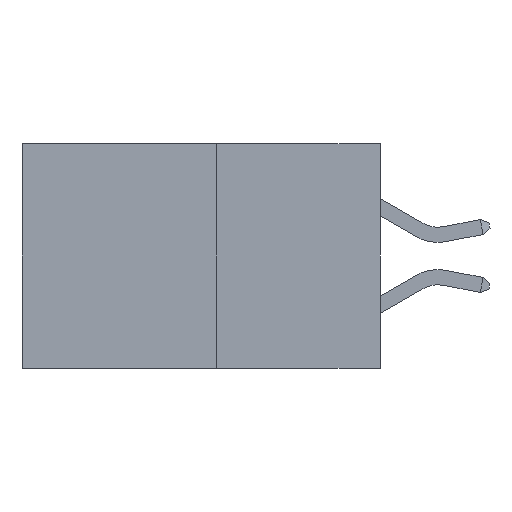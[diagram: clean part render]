
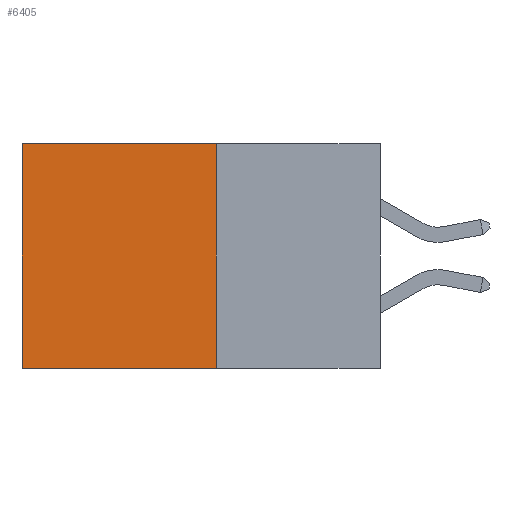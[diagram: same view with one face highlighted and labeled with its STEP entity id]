
A CAD part, left-side view. The second image highlights one B-rep face of the part: STEP entity #6405.
In plain terms, the highlighted planar face has unit normal (-1, 0, 0).
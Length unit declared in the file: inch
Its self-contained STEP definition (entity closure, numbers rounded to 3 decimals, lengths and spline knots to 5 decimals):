
#209 = CARTESIAN_POINT ( 'NONE',  ( 0.277, 0.27, 0. ) ) ;
#336 = CARTESIAN_POINT ( 'NONE',  ( 0.277, 0.27, -0.37 ) ) ;
#397 = VECTOR ( 'NONE', #10084, 39.37008 ) ;
#494 = VERTEX_POINT ( 'NONE', #7942 ) ;
#595 = VERTEX_POINT ( 'NONE', #9783 ) ;
#609 = CARTESIAN_POINT ( 'NONE',  ( 0.277, 0.27, 0. ) ) ;
#948 = DIRECTION ( 'NONE',  ( 1., 0., 0. ) ) ;
#1235 = ORIENTED_EDGE ( 'NONE', *, *, #1784, .T. ) ;
#1715 = EDGE_LOOP ( 'NONE', ( #1235, #6614, #2480, #1974 ) ) ;
#1747 = VERTEX_POINT ( 'NONE', #209 ) ;
#1784 = EDGE_CURVE ( 'NONE', #494, #595, #8084, .T. ) ;
#1974 = ORIENTED_EDGE ( 'NONE', *, *, #8964, .T. ) ;
#2042 = VECTOR ( 'NONE', #7808, 39.37008 ) ;
#2480 = ORIENTED_EDGE ( 'NONE', *, *, #6569, .F. ) ;
#3823 = VECTOR ( 'NONE', #5943, 39.37008 ) ;
#4147 = PLANE ( 'NONE',  #6730 ) ;
#4180 = LINE ( 'NONE', #609, #2042 ) ;
#4545 = CARTESIAN_POINT ( 'NONE',  ( 0.277, 0.27, -0.37 ) ) ;
#5712 = LINE ( 'NONE', #336, #3823 ) ;
#5943 = DIRECTION ( 'NONE',  ( 0., 0., -1. ) ) ;
#5966 = VECTOR ( 'NONE', #6031, 39.37008 ) ;
#6031 = DIRECTION ( 'NONE',  ( 0., 0., -1. ) ) ;
#6332 = CARTESIAN_POINT ( 'NONE',  ( 0.277, 0.59, -0.37 ) ) ;
#6405 = ADVANCED_FACE ( 'NONE', ( #7443 ), #4147, .F. ) ;
#6552 = DIRECTION ( 'NONE',  ( 0., 0., -1. ) ) ;
#6569 = EDGE_CURVE ( 'NONE', #1747, #9369, #5712, .T. ) ;
#6614 = ORIENTED_EDGE ( 'NONE', *, *, #10105, .F. ) ;
#6730 = AXIS2_PLACEMENT_3D ( 'NONE', #8072, #948, #6552 ) ;
#7443 = FACE_OUTER_BOUND ( 'NONE', #1715, .T. ) ;
#7808 = DIRECTION ( 'NONE',  ( 0., 1., 0. ) ) ;
#7942 = CARTESIAN_POINT ( 'NONE',  ( 0.277, 0.59, 0. ) ) ;
#8072 = CARTESIAN_POINT ( 'NONE',  ( 0.277, 0.27, -0.37 ) ) ;
#8084 = LINE ( 'NONE', #6332, #5966 ) ;
#8891 = LINE ( 'NONE', #4545, #397 ) ;
#8964 = EDGE_CURVE ( 'NONE', #1747, #494, #4180, .T. ) ;
#9369 = VERTEX_POINT ( 'NONE', #9989 ) ;
#9783 = CARTESIAN_POINT ( 'NONE',  ( 0.277, 0.59, -0.37 ) ) ;
#9989 = CARTESIAN_POINT ( 'NONE',  ( 0.277, 0.27, -0.37 ) ) ;
#10084 = DIRECTION ( 'NONE',  ( 0., 1., 0. ) ) ;
#10105 = EDGE_CURVE ( 'NONE', #9369, #595, #8891, .T. ) ;
